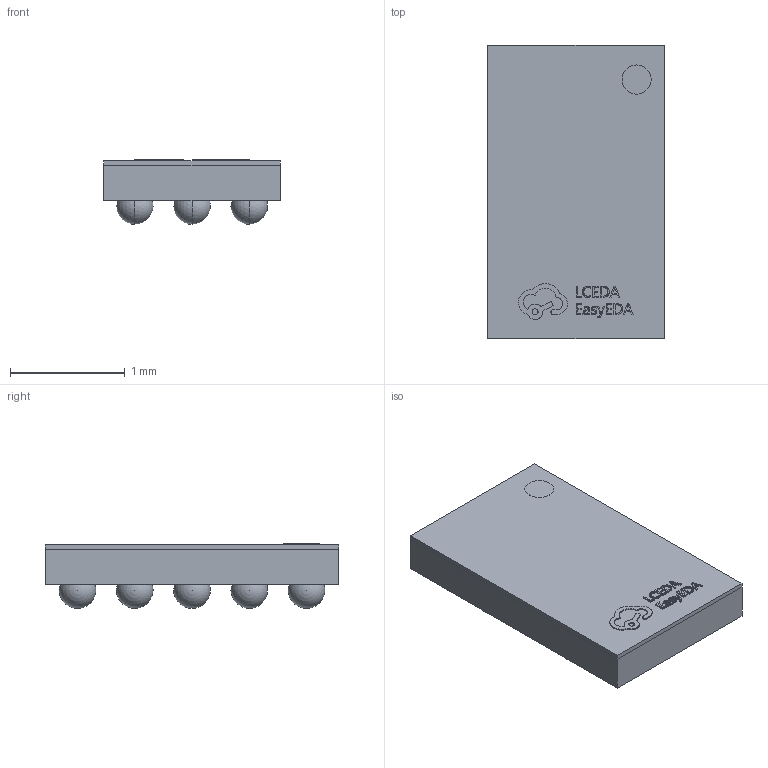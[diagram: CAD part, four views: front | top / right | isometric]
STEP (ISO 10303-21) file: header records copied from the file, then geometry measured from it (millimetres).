
FILE_DESCRIPTION (( 'STEP AP214' ), '1' );
FILE_NAME ('WLCSP-15_L2.6-W1.6-R3-C5-P0.50-TL_NXP.STEP', '2022-08-02T12:37:43', ( '' ), ( '' ), 'SwSTEP 2.0', 'SolidWorks 2020', '' );
FILE_SCHEMA (( 'AUTOMOTIVE_DESIGN' ));
Length unit declared in the file: millimetre
Products named in the file (1): WLCSP-15_L2.6-W1.6-R3-C5-P0.50-TL_NXP
Bounding box: 1.54 x 2.56 x 0.56 mm (x, y, z)
Volume: 1.6 mm3; surface area: 20.7 mm2
Topology: 2 solids, 2 shells, 269 faces, 780 edges, 520 vertices
Faces by surface type: plane 139, bspline 98, sphere 30, cylinder 2
Entity records: 11797 total; most frequent: CARTESIAN_POINT 2756, ORIENTED_EDGE 1410, DIRECTION 913, EDGE_CURVE 705, VERTEX_POINT 475, LINE 441, VECTOR 441, EDGE_LOOP 304
